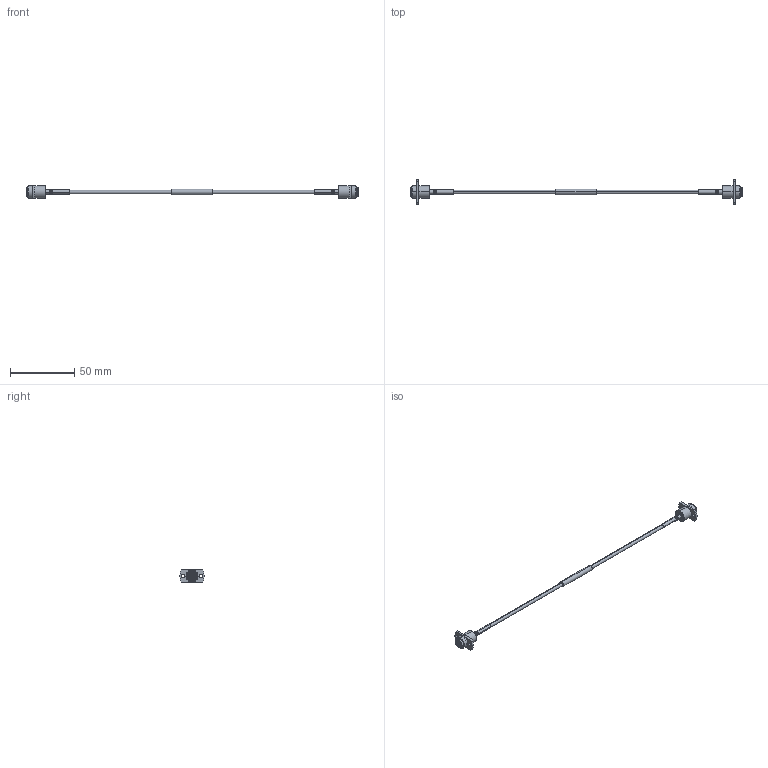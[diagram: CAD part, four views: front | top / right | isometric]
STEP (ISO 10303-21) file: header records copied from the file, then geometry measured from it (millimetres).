
FILE_DESCRIPTION (( 'STEP AP214' ), '1' );
FILE_NAME ('FMCA1559_3D.step', '2025-01-24T00:11:04', ( '' ), ( '' ), 'SwSTEP 2.0', 'SolidWorks 2022', '' );
FILE_SCHEMA (( 'AUTOMOTIVE_DESIGN' ));
Length unit declared in the file: inch
Products named in the file (4): FMCA1559_3D; FMCN1207; Heat Shrink^FMCA1559; Coax Cable^FMCA1559
Assembly tree (5 placements, depth 2):
  FMCA1559_3D
    Coax Cable^FMCA1559
    FMCN1207  x2
    Heat Shrink^FMCA1559  x2
Bounding box: 258.6 x 18.95 x 9.6 mm (x, y, z)
Volume: 3803.1 mm3; surface area: 5299.4 mm2
Topology: 7 solids, 7 shells, 470 faces, 1446 edges, 944 vertices
Faces by surface type: cylinder 210, plane 200, cone 36, torus 16, bspline 8
Entity records: 9239 total; most frequent: CARTESIAN_POINT 2664, ORIENTED_EDGE 1464, DIRECTION 1200, EDGE_CURVE 732, VERTEX_POINT 478, AXIS2_PLACEMENT_3D 474, EDGE_LOOP 262, LINE 252
